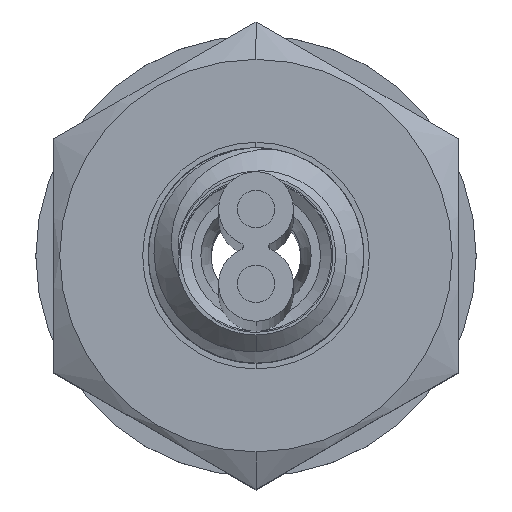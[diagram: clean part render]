
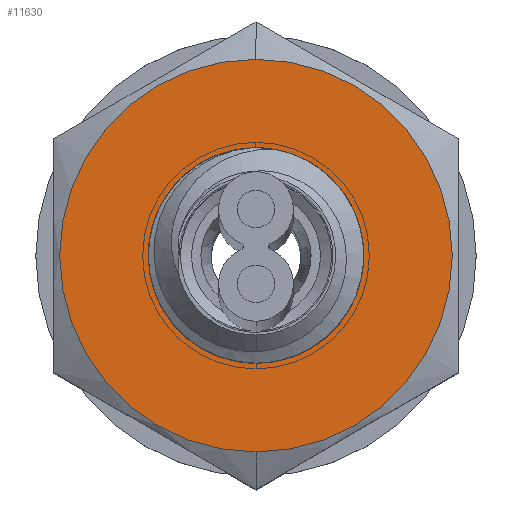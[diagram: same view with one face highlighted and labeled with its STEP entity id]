
A CAD part, top view. The second image highlights one B-rep face of the part: STEP entity #11630.
In plain terms, the highlighted face is planar.
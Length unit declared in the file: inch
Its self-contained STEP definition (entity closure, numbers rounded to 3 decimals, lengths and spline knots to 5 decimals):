
#10788=CARTESIAN_POINT('',(0.,0.02649,0.));
#10789=DIRECTION('',(0.,1.,0.));
#10790=DIRECTION('',(0.,0.,-1.));
#10791=AXIS2_PLACEMENT_3D('',#10788,#10789,#10790);
#10793=CARTESIAN_POINT('',(0.,0.02649,0.));
#10794=DIRECTION('',(0.,1.,0.));
#10795=DIRECTION('',(0.,0.,1.));
#10796=AXIS2_PLACEMENT_3D('',#10793,#10794,#10795);
#11082=CARTESIAN_POINT('',(0.,0.02649,0.));
#11083=DIRECTION('',(0.,1.,0.));
#11084=DIRECTION('',(0.,0.,1.));
#11085=AXIS2_PLACEMENT_3D('',#11082,#11083,#11084);
#11087=CARTESIAN_POINT('',(0.,0.02649,0.));
#11088=DIRECTION('',(0.,1.,0.));
#11089=DIRECTION('',(0.,0.,-1.));
#11090=AXIS2_PLACEMENT_3D('',#11087,#11088,#11089);
#11526=CARTESIAN_POINT('',(0.,0.02649,0.10501));
#11527=CARTESIAN_POINT('',(0.,0.02649,-0.10501));
#11528=VERTEX_POINT('',#11526);
#11529=VERTEX_POINT('',#11527);
#11534=CARTESIAN_POINT('',(0.,0.02649,-0.05601));
#11535=CARTESIAN_POINT('',(0.,0.02649,0.05601));
#11536=VERTEX_POINT('',#11534);
#11537=VERTEX_POINT('',#11535);
#11614=CARTESIAN_POINT('',(0.10501,0.02649,0.));
#11615=DIRECTION('',(0.,-1.,0.));
#11616=DIRECTION('',(0.,0.,-1.));
#11617=AXIS2_PLACEMENT_3D('',#11614,#11615,#11616);
#11618=PLANE('',#11617);
#11620=ORIENTED_EDGE('',*,*,#11619,.T.);
#11621=ORIENTED_EDGE('',*,*,#11599,.T.);
#11622=EDGE_LOOP('',(#11620,#11621));
#11623=FACE_OUTER_BOUND('',#11622,.F.);
#11625=ORIENTED_EDGE('',*,*,#11624,.F.);
#11627=ORIENTED_EDGE('',*,*,#11626,.F.);
#11628=EDGE_LOOP('',(#11625,#11627));
#11629=FACE_BOUND('',#11628,.F.);
#11630=ADVANCED_FACE('',(#11623,#11629),#11618,.T.);
#10792=CIRCLE('',#10791,0.10501);
#10797=CIRCLE('',#10796,0.10501);
#11086=CIRCLE('',#11085,0.05601);
#11091=CIRCLE('',#11090,0.05601);
#11599=EDGE_CURVE('',#11528,#11529,#10797,.T.);
#11619=EDGE_CURVE('',#11529,#11528,#10792,.T.);
#11624=EDGE_CURVE('',#11536,#11537,#11091,.T.);
#11626=EDGE_CURVE('',#11537,#11536,#11086,.T.);
